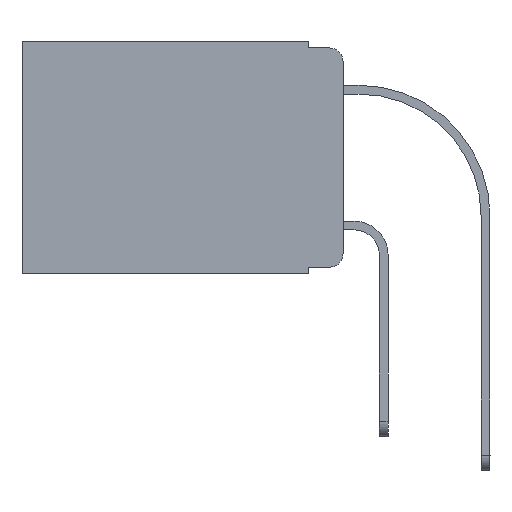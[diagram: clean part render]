
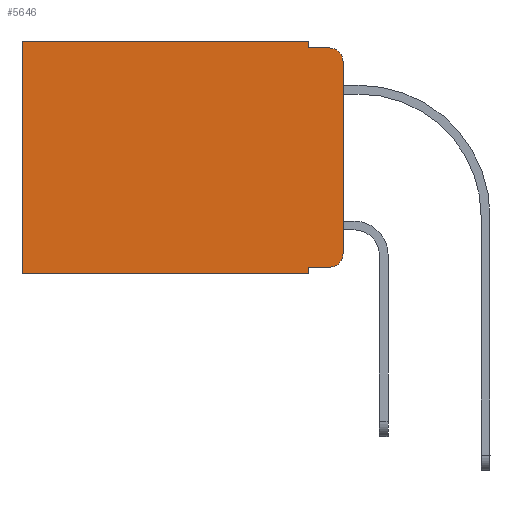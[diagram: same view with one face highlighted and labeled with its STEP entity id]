
A CAD part, left-side view. The second image highlights one B-rep face of the part: STEP entity #5646.
In plain terms, the highlighted planar face has unit normal (-1, 0, 0).
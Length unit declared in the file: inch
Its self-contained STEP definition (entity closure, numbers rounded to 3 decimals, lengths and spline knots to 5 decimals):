
#206 = CARTESIAN_POINT ( 'NONE',  ( 0.298, 0.02, -0.313 ) ) ;
#471 = DIRECTION ( 'NONE',  ( 0., 0., -1. ) ) ;
#521 = FACE_OUTER_BOUND ( 'NONE', #7039, .T. ) ;
#538 = DIRECTION ( 'NONE',  ( -1., 0., 0. ) ) ;
#574 = DIRECTION ( 'NONE',  ( 0., 0., -1. ) ) ;
#599 = DIRECTION ( 'NONE',  ( 0., 0., -1. ) ) ;
#676 = AXIS2_PLACEMENT_3D ( 'NONE', #1804, #6228, #599 ) ;
#682 = ORIENTED_EDGE ( 'NONE', *, *, #5804, .T. ) ;
#1061 = DIRECTION ( 'NONE',  ( 0., 0., -1. ) ) ;
#1110 = ORIENTED_EDGE ( 'NONE', *, *, #12746, .F. ) ;
#1348 = CARTESIAN_POINT ( 'NONE',  ( 0.298, 0.473, 0. ) ) ;
#1691 = EDGE_CURVE ( 'NONE', #7944, #11473, #10675, .T. ) ;
#1804 = CARTESIAN_POINT ( 'NONE',  ( 0.298, 0., 0. ) ) ;
#1885 = CARTESIAN_POINT ( 'NONE',  ( 0.298, 0.051, -0.01 ) ) ;
#2605 = ORIENTED_EDGE ( 'NONE', *, *, #7667, .T. ) ;
#2924 = EDGE_CURVE ( 'NONE', #6832, #11473, #6053, .T. ) ;
#3065 = CARTESIAN_POINT ( 'NONE',  ( 0.298, 0.473, -0.343 ) ) ;
#3332 = DIRECTION ( 'NONE',  ( 0., 0., -1. ) ) ;
#3510 = EDGE_CURVE ( 'NONE', #13537, #4933, #14108, .T. ) ;
#3850 = CARTESIAN_POINT ( 'NONE',  ( 0.298, 0.051, 0. ) ) ;
#3935 = VECTOR ( 'NONE', #8414, 39.37008 ) ;
#4334 = VECTOR ( 'NONE', #3332, 39.37008 ) ;
#4455 = CARTESIAN_POINT ( 'NONE',  ( 0.298, 0., -0.313 ) ) ;
#4933 = VERTEX_POINT ( 'NONE', #5148 ) ;
#5148 = CARTESIAN_POINT ( 'NONE',  ( 0.298, 0.051, -0.343 ) ) ;
#5157 = ORIENTED_EDGE ( 'NONE', *, *, #3510, .F. ) ;
#5270 = DIRECTION ( 'NONE',  ( 0., -1., 0. ) ) ;
#5622 = AXIS2_PLACEMENT_3D ( 'NONE', #6315, #538, #471 ) ;
#5646 = ADVANCED_FACE ( 'NONE', ( #521 ), #14072, .F. ) ;
#5804 = EDGE_CURVE ( 'NONE', #11314, #8994, #13546, .T. ) ;
#6053 = CIRCLE ( 'NONE', #13466, 0.02 ) ;
#6228 = DIRECTION ( 'NONE',  ( 1., 0., 0. ) ) ;
#6315 = CARTESIAN_POINT ( 'NONE',  ( 0.298, 0.02, -0.03 ) ) ;
#6832 = VERTEX_POINT ( 'NONE', #8631 ) ;
#6880 = ORIENTED_EDGE ( 'NONE', *, *, #14142, .T. ) ;
#6883 = EDGE_CURVE ( 'NONE', #13537, #6832, #13268, .T. ) ;
#7039 = EDGE_LOOP ( 'NONE', ( #12813, #6880, #10760, #12113, #682, #2605, #1110, #5157, #14362, #7775 ) ) ;
#7307 = CARTESIAN_POINT ( 'NONE',  ( 0.298, 0., -0.03 ) ) ;
#7667 = EDGE_CURVE ( 'NONE', #8994, #10235, #14136, .T. ) ;
#7775 = ORIENTED_EDGE ( 'NONE', *, *, #2924, .T. ) ;
#7863 = DIRECTION ( 'NONE',  ( 0., 1., 0. ) ) ;
#7896 = EDGE_CURVE ( 'NONE', #11314, #8637, #13590, .T. ) ;
#7944 = VERTEX_POINT ( 'NONE', #7307 ) ;
#8414 = DIRECTION ( 'NONE',  ( 0., 0., -1. ) ) ;
#8438 = CARTESIAN_POINT ( 'NONE',  ( 0.298, 0.473, 0. ) ) ;
#8596 = CARTESIAN_POINT ( 'NONE',  ( 0.298, 0.051, -0.333 ) ) ;
#8631 = CARTESIAN_POINT ( 'NONE',  ( 0.298, 0.02, -0.333 ) ) ;
#8637 = VERTEX_POINT ( 'NONE', #14158 ) ;
#8645 = EDGE_CURVE ( 'NONE', #8637, #13004, #13327, .T. ) ;
#8849 = VECTOR ( 'NONE', #5270, 39.37008 ) ;
#8994 = VERTEX_POINT ( 'NONE', #1348 ) ;
#10155 = CIRCLE ( 'NONE', #5622, 0.02 ) ;
#10235 = VERTEX_POINT ( 'NONE', #3065 ) ;
#10421 = CARTESIAN_POINT ( 'NONE',  ( 0.298, 0., -0.343 ) ) ;
#10510 = VECTOR ( 'NONE', #574, 39.37008 ) ;
#10675 = LINE ( 'NONE', #14128, #10510 ) ;
#10760 = ORIENTED_EDGE ( 'NONE', *, *, #8645, .F. ) ;
#10802 = CARTESIAN_POINT ( 'NONE',  ( 0.298, 0.051, -0.333 ) ) ;
#11088 = VECTOR ( 'NONE', #11976, 39.37008 ) ;
#11313 = VECTOR ( 'NONE', #11404, 39.37008 ) ;
#11314 = VERTEX_POINT ( 'NONE', #13025 ) ;
#11404 = DIRECTION ( 'NONE',  ( 0., 1., 0. ) ) ;
#11473 = VERTEX_POINT ( 'NONE', #4455 ) ;
#11615 = LINE ( 'NONE', #10421, #11313 ) ;
#11715 = VECTOR ( 'NONE', #14059, 39.37008 ) ;
#11976 = DIRECTION ( 'NONE',  ( 0., -1., 0. ) ) ;
#12113 = ORIENTED_EDGE ( 'NONE', *, *, #7896, .F. ) ;
#12746 = EDGE_CURVE ( 'NONE', #4933, #10235, #11615, .T. ) ;
#12813 = ORIENTED_EDGE ( 'NONE', *, *, #1691, .F. ) ;
#13004 = VERTEX_POINT ( 'NONE', #14537 ) ;
#13025 = CARTESIAN_POINT ( 'NONE',  ( 0.298, 0.051, 0. ) ) ;
#13268 = LINE ( 'NONE', #10802, #8849 ) ;
#13327 = LINE ( 'NONE', #1885, #11088 ) ;
#13394 = CARTESIAN_POINT ( 'NONE',  ( 0.298, 0., 0. ) ) ;
#13466 = AXIS2_PLACEMENT_3D ( 'NONE', #206, #13560, #1061 ) ;
#13537 = VERTEX_POINT ( 'NONE', #8596 ) ;
#13546 = LINE ( 'NONE', #13394, #14320 ) ;
#13560 = DIRECTION ( 'NONE',  ( -1., 0., 0. ) ) ;
#13590 = LINE ( 'NONE', #14786, #4334 ) ;
#14059 = DIRECTION ( 'NONE',  ( 0., 0., -1. ) ) ;
#14072 = PLANE ( 'NONE',  #676 ) ;
#14108 = LINE ( 'NONE', #3850, #3935 ) ;
#14128 = CARTESIAN_POINT ( 'NONE',  ( 0.298, 0., 0. ) ) ;
#14136 = LINE ( 'NONE', #8438, #11715 ) ;
#14142 = EDGE_CURVE ( 'NONE', #7944, #13004, #10155, .T. ) ;
#14158 = CARTESIAN_POINT ( 'NONE',  ( 0.298, 0.051, -0.01 ) ) ;
#14320 = VECTOR ( 'NONE', #7863, 39.37008 ) ;
#14362 = ORIENTED_EDGE ( 'NONE', *, *, #6883, .T. ) ;
#14537 = CARTESIAN_POINT ( 'NONE',  ( 0.298, 0.02, -0.01 ) ) ;
#14786 = CARTESIAN_POINT ( 'NONE',  ( 0.298, 0.051, 0. ) ) ;
